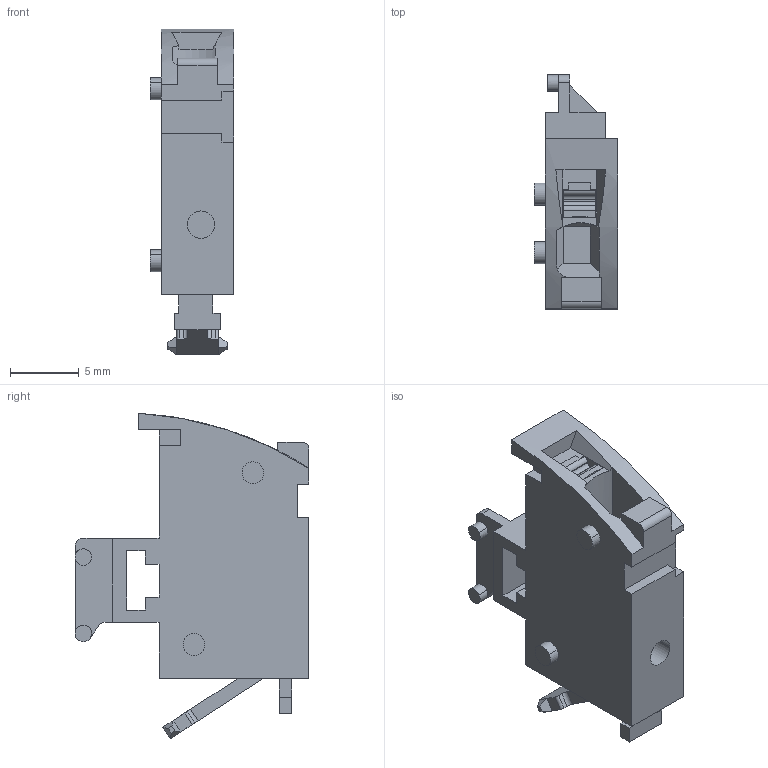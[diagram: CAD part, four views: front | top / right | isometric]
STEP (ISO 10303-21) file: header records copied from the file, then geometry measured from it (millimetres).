
FILE_DESCRIPTION(('CATIA V5 STEP Exchange','CAx-IF Rec.Pracs.--- Model Styling and Organization---1.4--- 2014-01-23'),'2;1');
FILE_NAME ('D1491987_1', '2023-09-08T07:23:33+00:00', ('none'), ('Weidmueller'), 'CATIA Version 5-6 Release 2016 SP3 HF44', 'CATIA V5 STEP AP214', 'none');
FILE_SCHEMA(('AUTOMOTIVE_DESIGN { 1 0 10303 214 1 1 1 1 }'));
Length unit declared in the file: millimetre
Products named in the file (1): S3D_LHF_SMT_L_1-5SN_BK_GY
Bounding box: 6.1 x 17 x 23.67 mm (x, y, z)
Volume: 1033.6 mm3; surface area: 1195.5 mm2
Topology: 3 solids, 3 shells, 168 faces, 505 edges, 347 vertices
Faces by surface type: plane 129, cylinder 39
Entity records: 5734 total; most frequent: CARTESIAN_POINT 1055, ORIENTED_EDGE 1010, DIRECTION 785, EDGE_CURVE 505, VECTOR 404, LINE 404, VERTEX_POINT 347, AXIS2_PLACEMENT_3D 234
